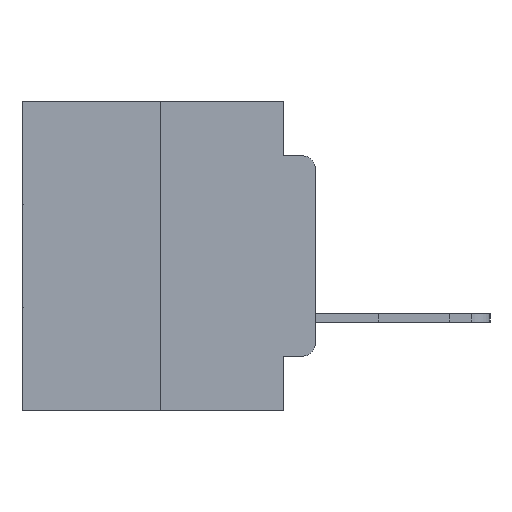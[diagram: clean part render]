
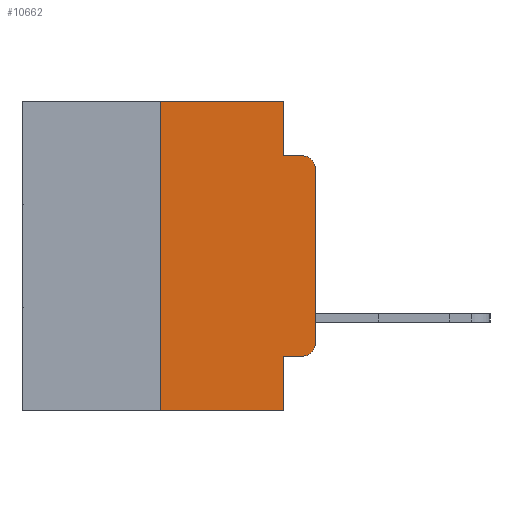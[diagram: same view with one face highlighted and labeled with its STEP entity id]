
A CAD part, left-side view. The second image highlights one B-rep face of the part: STEP entity #10662.
In plain terms, the highlighted planar face has unit normal (-1, 0, 0).
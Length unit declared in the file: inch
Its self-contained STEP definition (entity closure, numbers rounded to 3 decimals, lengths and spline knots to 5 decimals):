
#85 = VECTOR ( 'NONE', #13080, 39.37008 ) ;
#286 = EDGE_CURVE ( 'NONE', #5129, #18887, #19656, .T. ) ;
#929 = LINE ( 'NONE', #26194, #18023 ) ;
#978 = CARTESIAN_POINT ( 'NONE',  ( 0., 0.051, -0.0885 ) ) ;
#1920 = EDGE_CURVE ( 'NONE', #7414, #25000, #19233, .T. ) ;
#2286 = EDGE_CURVE ( 'NONE', #13097, #18887, #17982, .T. ) ;
#3097 = CARTESIAN_POINT ( 'NONE',  ( 0., 0.02, -0.4115 ) ) ;
#3200 = LINE ( 'NONE', #19231, #7733 ) ;
#3625 = CARTESIAN_POINT ( 'NONE',  ( 0., 0.25, -0.5 ) ) ;
#3767 = VERTEX_POINT ( 'NONE', #26796 ) ;
#4643 = DIRECTION ( 'NONE',  ( 0., 0., -1. ) ) ;
#4871 = AXIS2_PLACEMENT_3D ( 'NONE', #13429, #17539, #4995 ) ;
#4976 = VECTOR ( 'NONE', #25688, 39.37008 ) ;
#4995 = DIRECTION ( 'NONE',  ( 0., 0., -1. ) ) ;
#5129 = VERTEX_POINT ( 'NONE', #3625 ) ;
#5528 = DIRECTION ( 'NONE',  ( -1., 0., 0. ) ) ;
#5735 = CARTESIAN_POINT ( 'NONE',  ( 0., 0.02, -0.1085 ) ) ;
#5798 = CARTESIAN_POINT ( 'NONE',  ( 0., 0., -0.1085 ) ) ;
#5951 = CARTESIAN_POINT ( 'NONE',  ( 0., 0.051, -0.5 ) ) ;
#6023 = LINE ( 'NONE', #6217, #16495 ) ;
#6217 = CARTESIAN_POINT ( 'NONE',  ( 0., 0.25, 0. ) ) ;
#6906 = ORIENTED_EDGE ( 'NONE', *, *, #20400, .T. ) ;
#6984 = EDGE_CURVE ( 'NONE', #3767, #7414, #26941, .T. ) ;
#7126 = PLANE ( 'NONE',  #4871 ) ;
#7414 = VERTEX_POINT ( 'NONE', #5798 ) ;
#7469 = CARTESIAN_POINT ( 'NONE',  ( 0., 0.02, -0.0885 ) ) ;
#7733 = VECTOR ( 'NONE', #4643, 39.37008 ) ;
#8599 = CARTESIAN_POINT ( 'NONE',  ( 0., 0.02, -0.3915 ) ) ;
#8637 = VERTEX_POINT ( 'NONE', #21960 ) ;
#8797 = EDGE_LOOP ( 'NONE', ( #21625, #22856, #14090, #24619, #14748, #15391, #20709, #11148, #16663, #6906 ) ) ;
#9343 = VERTEX_POINT ( 'NONE', #3097 ) ;
#10337 = CARTESIAN_POINT ( 'NONE',  ( 0., 0.473, -0.5 ) ) ;
#10662 = ADVANCED_FACE ( 'NONE', ( #26626 ), #7126, .F. ) ;
#10706 = DIRECTION ( 'NONE',  ( 0., 0., -1. ) ) ;
#11148 = ORIENTED_EDGE ( 'NONE', *, *, #2286, .F. ) ;
#11950 = EDGE_CURVE ( 'NONE', #8637, #15490, #15546, .T. ) ;
#12114 = EDGE_CURVE ( 'NONE', #5129, #8637, #6023, .T. ) ;
#12147 = CARTESIAN_POINT ( 'NONE',  ( 0., 0.051, -0.0885 ) ) ;
#12284 = EDGE_CURVE ( 'NONE', #15490, #17094, #3200, .T. ) ;
#13080 = DIRECTION ( 'NONE',  ( 0., 0., -1. ) ) ;
#13097 = VERTEX_POINT ( 'NONE', #24210 ) ;
#13112 = EDGE_CURVE ( 'NONE', #13097, #9343, #929, .T. ) ;
#13429 = CARTESIAN_POINT ( 'NONE',  ( 0., 0.473, 0. ) ) ;
#13966 = AXIS2_PLACEMENT_3D ( 'NONE', #8599, #22815, #10706 ) ;
#14090 = ORIENTED_EDGE ( 'NONE', *, *, #24362, .F. ) ;
#14238 = DIRECTION ( 'NONE',  ( 0., -1., 0. ) ) ;
#14415 = DIRECTION ( 'NONE',  ( 0., -1., 0. ) ) ;
#14563 = CARTESIAN_POINT ( 'NONE',  ( 0., 0., 0. ) ) ;
#14748 = ORIENTED_EDGE ( 'NONE', *, *, #11950, .F. ) ;
#15391 = ORIENTED_EDGE ( 'NONE', *, *, #12114, .F. ) ;
#15490 = VERTEX_POINT ( 'NONE', #20688 ) ;
#15546 = LINE ( 'NONE', #19959, #4976 ) ;
#16495 = VECTOR ( 'NONE', #18661, 39.37008 ) ;
#16585 = VECTOR ( 'NONE', #16604, 39.37008 ) ;
#16604 = DIRECTION ( 'NONE',  ( 0., 0., 1. ) ) ;
#16663 = ORIENTED_EDGE ( 'NONE', *, *, #13112, .T. ) ;
#17094 = VERTEX_POINT ( 'NONE', #978 ) ;
#17539 = DIRECTION ( 'NONE',  ( 1., 0., 0. ) ) ;
#17684 = VECTOR ( 'NONE', #14238, 39.37008 ) ;
#17982 = LINE ( 'NONE', #26877, #85 ) ;
#18023 = VECTOR ( 'NONE', #14415, 39.37008 ) ;
#18661 = DIRECTION ( 'NONE',  ( 0., 0., 1. ) ) ;
#18887 = VERTEX_POINT ( 'NONE', #5951 ) ;
#18944 = CIRCLE ( 'NONE', #13966, 0.02 ) ;
#19231 = CARTESIAN_POINT ( 'NONE',  ( 0., 0.051, 0. ) ) ;
#19233 = CIRCLE ( 'NONE', #26338, 0.02 ) ;
#19656 = LINE ( 'NONE', #10337, #23622 ) ;
#19959 = CARTESIAN_POINT ( 'NONE',  ( 0., 0.473, 0. ) ) ;
#20400 = EDGE_CURVE ( 'NONE', #9343, #3767, #18944, .T. ) ;
#20688 = CARTESIAN_POINT ( 'NONE',  ( 0., 0.051, 0. ) ) ;
#20709 = ORIENTED_EDGE ( 'NONE', *, *, #286, .T. ) ;
#21604 = DIRECTION ( 'NONE',  ( 0., -1., 0. ) ) ;
#21625 = ORIENTED_EDGE ( 'NONE', *, *, #6984, .T. ) ;
#21960 = CARTESIAN_POINT ( 'NONE',  ( 0., 0.25, 0. ) ) ;
#22815 = DIRECTION ( 'NONE',  ( -1., 0., 0. ) ) ;
#22837 = DIRECTION ( 'NONE',  ( 0., 0., -1. ) ) ;
#22856 = ORIENTED_EDGE ( 'NONE', *, *, #1920, .T. ) ;
#22938 = LINE ( 'NONE', #12147, #17684 ) ;
#23622 = VECTOR ( 'NONE', #21604, 39.37008 ) ;
#24210 = CARTESIAN_POINT ( 'NONE',  ( 0., 0.051, -0.4115 ) ) ;
#24362 = EDGE_CURVE ( 'NONE', #17094, #25000, #22938, .T. ) ;
#24619 = ORIENTED_EDGE ( 'NONE', *, *, #12284, .F. ) ;
#25000 = VERTEX_POINT ( 'NONE', #7469 ) ;
#25688 = DIRECTION ( 'NONE',  ( 0., -1., 0. ) ) ;
#26194 = CARTESIAN_POINT ( 'NONE',  ( 0., 0.051, -0.4115 ) ) ;
#26338 = AXIS2_PLACEMENT_3D ( 'NONE', #5735, #5528, #22837 ) ;
#26626 = FACE_OUTER_BOUND ( 'NONE', #8797, .T. ) ;
#26796 = CARTESIAN_POINT ( 'NONE',  ( 0., 0., -0.3915 ) ) ;
#26877 = CARTESIAN_POINT ( 'NONE',  ( 0., 0.051, 0. ) ) ;
#26941 = LINE ( 'NONE', #14563, #16585 ) ;
